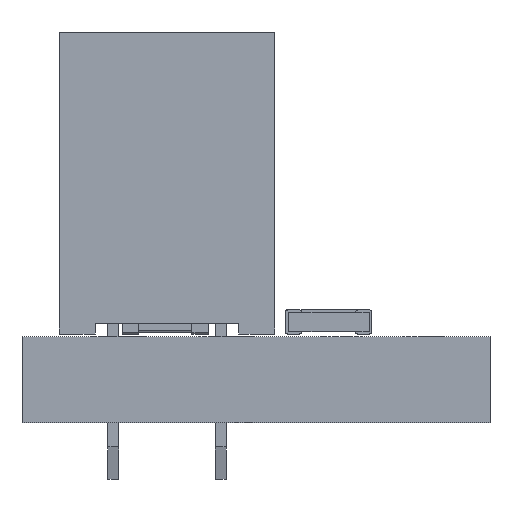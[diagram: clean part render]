
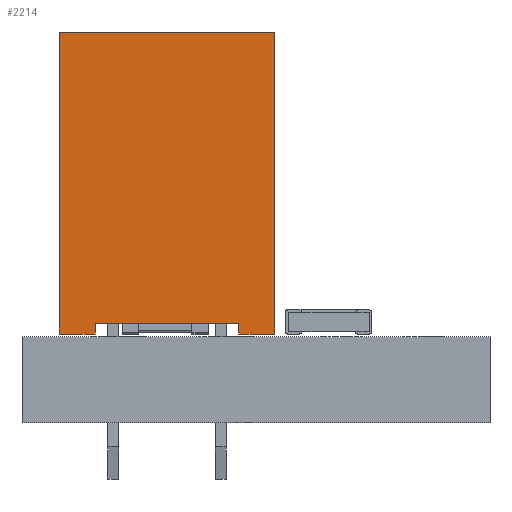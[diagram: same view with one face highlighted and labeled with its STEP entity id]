
A CAD part, front view. The second image highlights one B-rep face of the part: STEP entity #2214.
In plain terms, the highlighted planar face has unit normal (0, -1, 0).
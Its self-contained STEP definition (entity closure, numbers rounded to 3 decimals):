
#2098 = EDGE_CURVE('',#2099,#2101,#2103,.T.);
#2099 = VERTEX_POINT('',#2100);
#2100 = CARTESIAN_POINT('',(1.,-7.,0.));
#2101 = VERTEX_POINT('',#2102);
#2102 = CARTESIAN_POINT('',(1.,-7.,5.6));
#2103 = SURFACE_CURVE('',#2104,(#2108,#2120),.PCURVE_S1.);
#2104 = LINE('',#2105,#2106);
#2105 = CARTESIAN_POINT('',(1.,-7.,0.));
#2106 = VECTOR('',#2107,1.);
#2107 = DIRECTION('',(0.,0.,1.));
#2108 = PCURVE('',#2109,#2114);
#2109 = PLANE('',#2110);
#2110 = AXIS2_PLACEMENT_3D('',#2111,#2112,#2113);
#2111 = CARTESIAN_POINT('',(1.,-7.,0.));
#2112 = DIRECTION('',(-1.,0.,0.));
#2113 = DIRECTION('',(0.,1.,0.));
#2114 = DEFINITIONAL_REPRESENTATION('',(#2115),#2119);
#2115 = LINE('',#2116,#2117);
#2116 = CARTESIAN_POINT('',(0.,0.));
#2117 = VECTOR('',#2118,1.);
#2118 = DIRECTION('',(0.,-1.));
#2119 = ( GEOMETRIC_REPRESENTATION_CONTEXT(2) 
PARAMETRIC_REPRESENTATION_CONTEXT() REPRESENTATION_CONTEXT('2D SPACE',''
  ) );
#2120 = PCURVE('',#2121,#2126);
#2121 = PLANE('',#2122);
#2122 = AXIS2_PLACEMENT_3D('',#2123,#2124,#2125);
#2123 = CARTESIAN_POINT('',(-3.,-7.,0.));
#2124 = DIRECTION('',(0.,1.,0.));
#2125 = DIRECTION('',(1.,0.,0.));
#2126 = DEFINITIONAL_REPRESENTATION('',(#2127),#2131);
#2127 = LINE('',#2128,#2129);
#2128 = CARTESIAN_POINT('',(4.,0.));
#2129 = VECTOR('',#2130,1.);
#2130 = DIRECTION('',(0.,-1.));
#2131 = ( GEOMETRIC_REPRESENTATION_CONTEXT(2) 
PARAMETRIC_REPRESENTATION_CONTEXT() REPRESENTATION_CONTEXT('2D SPACE',''
  ) );
#2149 = PLANE('',#2150);
#2150 = AXIS2_PLACEMENT_3D('',#2151,#2152,#2153);
#2151 = CARTESIAN_POINT('',(1.,-7.,5.6));
#2152 = DIRECTION('',(0.,0.,-1.));
#2153 = DIRECTION('',(0.,-1.,0.));
#2203 = PLANE('',#2204);
#2204 = AXIS2_PLACEMENT_3D('',#2205,#2206,#2207);
#2205 = CARTESIAN_POINT('',(1.,-7.,0.));
#2206 = DIRECTION('',(0.,0.,-1.));
#2207 = DIRECTION('',(0.,-1.,0.));
#2214 = ADVANCED_FACE('',(#2215),#2121,.F.);
#2215 = FACE_BOUND('',#2216,.F.);
#2216 = EDGE_LOOP('',(#2217,#2247,#2275,#2296,#2297,#2320,#2348,#2376));
#2217 = ORIENTED_EDGE('',*,*,#2218,.F.);
#2218 = EDGE_CURVE('',#2219,#2221,#2223,.T.);
#2219 = VERTEX_POINT('',#2220);
#2220 = CARTESIAN_POINT('',(-3.,-7.,0.));
#2221 = VERTEX_POINT('',#2222);
#2222 = CARTESIAN_POINT('',(-2.333,-7.,0.));
#2223 = SURFACE_CURVE('',#2224,(#2228,#2235),.PCURVE_S1.);
#2224 = LINE('',#2225,#2226);
#2225 = CARTESIAN_POINT('',(-3.,-7.,0.));
#2226 = VECTOR('',#2227,1.);
#2227 = DIRECTION('',(1.,0.,0.));
#2228 = PCURVE('',#2121,#2229);
#2229 = DEFINITIONAL_REPRESENTATION('',(#2230),#2234);
#2230 = LINE('',#2231,#2232);
#2231 = CARTESIAN_POINT('',(0.,0.));
#2232 = VECTOR('',#2233,1.);
#2233 = DIRECTION('',(1.,0.));
#2234 = ( GEOMETRIC_REPRESENTATION_CONTEXT(2) 
PARAMETRIC_REPRESENTATION_CONTEXT() REPRESENTATION_CONTEXT('2D SPACE',''
  ) );
#2235 = PCURVE('',#2236,#2241);
#2236 = PLANE('',#2237);
#2237 = AXIS2_PLACEMENT_3D('',#2238,#2239,#2240);
#2238 = CARTESIAN_POINT('',(1.,-7.,0.));
#2239 = DIRECTION('',(0.,0.,-1.));
#2240 = DIRECTION('',(0.,-1.,0.));
#2241 = DEFINITIONAL_REPRESENTATION('',(#2242),#2246);
#2242 = LINE('',#2243,#2244);
#2243 = CARTESIAN_POINT('',(0.,4.));
#2244 = VECTOR('',#2245,1.);
#2245 = DIRECTION('',(0.,-1.));
#2246 = ( GEOMETRIC_REPRESENTATION_CONTEXT(2) 
PARAMETRIC_REPRESENTATION_CONTEXT() REPRESENTATION_CONTEXT('2D SPACE',''
  ) );
#2247 = ORIENTED_EDGE('',*,*,#2248,.T.);
#2248 = EDGE_CURVE('',#2219,#2249,#2251,.T.);
#2249 = VERTEX_POINT('',#2250);
#2250 = CARTESIAN_POINT('',(-3.,-7.,5.6));
#2251 = SURFACE_CURVE('',#2252,(#2256,#2263),.PCURVE_S1.);
#2252 = LINE('',#2253,#2254);
#2253 = CARTESIAN_POINT('',(-3.,-7.,0.));
#2254 = VECTOR('',#2255,1.);
#2255 = DIRECTION('',(0.,0.,1.));
#2256 = PCURVE('',#2121,#2257);
#2257 = DEFINITIONAL_REPRESENTATION('',(#2258),#2262);
#2258 = LINE('',#2259,#2260);
#2259 = CARTESIAN_POINT('',(0.,0.));
#2260 = VECTOR('',#2261,1.);
#2261 = DIRECTION('',(0.,-1.));
#2262 = ( GEOMETRIC_REPRESENTATION_CONTEXT(2) 
PARAMETRIC_REPRESENTATION_CONTEXT() REPRESENTATION_CONTEXT('2D SPACE',''
  ) );
#2263 = PCURVE('',#2264,#2269);
#2264 = PLANE('',#2265);
#2265 = AXIS2_PLACEMENT_3D('',#2266,#2267,#2268);
#2266 = CARTESIAN_POINT('',(-3.,1.,0.));
#2267 = DIRECTION('',(1.,0.,0.));
#2268 = DIRECTION('',(0.,-1.,0.));
#2269 = DEFINITIONAL_REPRESENTATION('',(#2270),#2274);
#2270 = LINE('',#2271,#2272);
#2271 = CARTESIAN_POINT('',(8.,0.));
#2272 = VECTOR('',#2273,1.);
#2273 = DIRECTION('',(0.,-1.));
#2274 = ( GEOMETRIC_REPRESENTATION_CONTEXT(2) 
PARAMETRIC_REPRESENTATION_CONTEXT() REPRESENTATION_CONTEXT('2D SPACE',''
  ) );
#2275 = ORIENTED_EDGE('',*,*,#2276,.T.);
#2276 = EDGE_CURVE('',#2249,#2101,#2277,.T.);
#2277 = SURFACE_CURVE('',#2278,(#2282,#2289),.PCURVE_S1.);
#2278 = LINE('',#2279,#2280);
#2279 = CARTESIAN_POINT('',(-3.,-7.,5.6));
#2280 = VECTOR('',#2281,1.);
#2281 = DIRECTION('',(1.,0.,0.));
#2282 = PCURVE('',#2121,#2283);
#2283 = DEFINITIONAL_REPRESENTATION('',(#2284),#2288);
#2284 = LINE('',#2285,#2286);
#2285 = CARTESIAN_POINT('',(0.,-5.6));
#2286 = VECTOR('',#2287,1.);
#2287 = DIRECTION('',(1.,0.));
#2288 = ( GEOMETRIC_REPRESENTATION_CONTEXT(2) 
PARAMETRIC_REPRESENTATION_CONTEXT() REPRESENTATION_CONTEXT('2D SPACE',''
  ) );
#2289 = PCURVE('',#2149,#2290);
#2290 = DEFINITIONAL_REPRESENTATION('',(#2291),#2295);
#2291 = LINE('',#2292,#2293);
#2292 = CARTESIAN_POINT('',(0.,4.));
#2293 = VECTOR('',#2294,1.);
#2294 = DIRECTION('',(0.,-1.));
#2295 = ( GEOMETRIC_REPRESENTATION_CONTEXT(2) 
PARAMETRIC_REPRESENTATION_CONTEXT() REPRESENTATION_CONTEXT('2D SPACE',''
  ) );
#2296 = ORIENTED_EDGE('',*,*,#2098,.F.);
#2297 = ORIENTED_EDGE('',*,*,#2298,.F.);
#2298 = EDGE_CURVE('',#2299,#2099,#2301,.T.);
#2299 = VERTEX_POINT('',#2300);
#2300 = CARTESIAN_POINT('',(0.333,-7.,0.));
#2301 = SURFACE_CURVE('',#2302,(#2306,#2313),.PCURVE_S1.);
#2302 = LINE('',#2303,#2304);
#2303 = CARTESIAN_POINT('',(-3.,-7.,0.));
#2304 = VECTOR('',#2305,1.);
#2305 = DIRECTION('',(1.,0.,0.));
#2306 = PCURVE('',#2121,#2307);
#2307 = DEFINITIONAL_REPRESENTATION('',(#2308),#2312);
#2308 = LINE('',#2309,#2310);
#2309 = CARTESIAN_POINT('',(0.,0.));
#2310 = VECTOR('',#2311,1.);
#2311 = DIRECTION('',(1.,0.));
#2312 = ( GEOMETRIC_REPRESENTATION_CONTEXT(2) 
PARAMETRIC_REPRESENTATION_CONTEXT() REPRESENTATION_CONTEXT('2D SPACE',''
  ) );
#2313 = PCURVE('',#2203,#2314);
#2314 = DEFINITIONAL_REPRESENTATION('',(#2315),#2319);
#2315 = LINE('',#2316,#2317);
#2316 = CARTESIAN_POINT('',(0.,4.));
#2317 = VECTOR('',#2318,1.);
#2318 = DIRECTION('',(0.,-1.));
#2319 = ( GEOMETRIC_REPRESENTATION_CONTEXT(2) 
PARAMETRIC_REPRESENTATION_CONTEXT() REPRESENTATION_CONTEXT('2D SPACE',''
  ) );
#2320 = ORIENTED_EDGE('',*,*,#2321,.T.);
#2321 = EDGE_CURVE('',#2299,#2322,#2324,.T.);
#2322 = VERTEX_POINT('',#2323);
#2323 = CARTESIAN_POINT('',(0.333,-7.,0.2));
#2324 = SURFACE_CURVE('',#2325,(#2329,#2336),.PCURVE_S1.);
#2325 = LINE('',#2326,#2327);
#2326 = CARTESIAN_POINT('',(0.333,-7.,0.));
#2327 = VECTOR('',#2328,1.);
#2328 = DIRECTION('',(0.,0.,1.));
#2329 = PCURVE('',#2121,#2330);
#2330 = DEFINITIONAL_REPRESENTATION('',(#2331),#2335);
#2331 = LINE('',#2332,#2333);
#2332 = CARTESIAN_POINT('',(3.333,0.));
#2333 = VECTOR('',#2334,1.);
#2334 = DIRECTION('',(0.,-1.));
#2335 = ( GEOMETRIC_REPRESENTATION_CONTEXT(2) 
PARAMETRIC_REPRESENTATION_CONTEXT() REPRESENTATION_CONTEXT('2D SPACE',''
  ) );
#2336 = PCURVE('',#2337,#2342);
#2337 = PLANE('',#2338);
#2338 = AXIS2_PLACEMENT_3D('',#2339,#2340,#2341);
#2339 = CARTESIAN_POINT('',(0.333,-7.,0.));
#2340 = DIRECTION('',(-1.,0.,0.));
#2341 = DIRECTION('',(0.,1.,0.));
#2342 = DEFINITIONAL_REPRESENTATION('',(#2343),#2347);
#2343 = LINE('',#2344,#2345);
#2344 = CARTESIAN_POINT('',(0.,0.));
#2345 = VECTOR('',#2346,1.);
#2346 = DIRECTION('',(0.,-1.));
#2347 = ( GEOMETRIC_REPRESENTATION_CONTEXT(2) 
PARAMETRIC_REPRESENTATION_CONTEXT() REPRESENTATION_CONTEXT('2D SPACE',''
  ) );
#2348 = ORIENTED_EDGE('',*,*,#2349,.F.);
#2349 = EDGE_CURVE('',#2350,#2322,#2352,.T.);
#2350 = VERTEX_POINT('',#2351);
#2351 = CARTESIAN_POINT('',(-2.333,-7.,0.2));
#2352 = SURFACE_CURVE('',#2353,(#2357,#2364),.PCURVE_S1.);
#2353 = LINE('',#2354,#2355);
#2354 = CARTESIAN_POINT('',(-2.333,-7.,0.2));
#2355 = VECTOR('',#2356,1.);
#2356 = DIRECTION('',(1.,0.,0.));
#2357 = PCURVE('',#2121,#2358);
#2358 = DEFINITIONAL_REPRESENTATION('',(#2359),#2363);
#2359 = LINE('',#2360,#2361);
#2360 = CARTESIAN_POINT('',(0.667,-0.2));
#2361 = VECTOR('',#2362,1.);
#2362 = DIRECTION('',(1.,0.));
#2363 = ( GEOMETRIC_REPRESENTATION_CONTEXT(2) 
PARAMETRIC_REPRESENTATION_CONTEXT() REPRESENTATION_CONTEXT('2D SPACE',''
  ) );
#2364 = PCURVE('',#2365,#2370);
#2365 = PLANE('',#2366);
#2366 = AXIS2_PLACEMENT_3D('',#2367,#2368,#2369);
#2367 = CARTESIAN_POINT('',(0.333,-7.,0.2));
#2368 = DIRECTION('',(0.,0.,-1.));
#2369 = DIRECTION('',(0.,-1.,0.));
#2370 = DEFINITIONAL_REPRESENTATION('',(#2371),#2375);
#2371 = LINE('',#2372,#2373);
#2372 = CARTESIAN_POINT('',(0.,2.667));
#2373 = VECTOR('',#2374,1.);
#2374 = DIRECTION('',(0.,-1.));
#2375 = ( GEOMETRIC_REPRESENTATION_CONTEXT(2) 
PARAMETRIC_REPRESENTATION_CONTEXT() REPRESENTATION_CONTEXT('2D SPACE',''
  ) );
#2376 = ORIENTED_EDGE('',*,*,#2377,.F.);
#2377 = EDGE_CURVE('',#2221,#2350,#2378,.T.);
#2378 = SURFACE_CURVE('',#2379,(#2383,#2390),.PCURVE_S1.);
#2379 = LINE('',#2380,#2381);
#2380 = CARTESIAN_POINT('',(-2.333,-7.,0.));
#2381 = VECTOR('',#2382,1.);
#2382 = DIRECTION('',(0.,0.,1.));
#2383 = PCURVE('',#2121,#2384);
#2384 = DEFINITIONAL_REPRESENTATION('',(#2385),#2389);
#2385 = LINE('',#2386,#2387);
#2386 = CARTESIAN_POINT('',(0.667,0.));
#2387 = VECTOR('',#2388,1.);
#2388 = DIRECTION('',(0.,-1.));
#2389 = ( GEOMETRIC_REPRESENTATION_CONTEXT(2) 
PARAMETRIC_REPRESENTATION_CONTEXT() REPRESENTATION_CONTEXT('2D SPACE',''
  ) );
#2390 = PCURVE('',#2391,#2396);
#2391 = PLANE('',#2392);
#2392 = AXIS2_PLACEMENT_3D('',#2393,#2394,#2395);
#2393 = CARTESIAN_POINT('',(-2.333,1.,0.));
#2394 = DIRECTION('',(1.,0.,0.));
#2395 = DIRECTION('',(0.,-1.,0.));
#2396 = DEFINITIONAL_REPRESENTATION('',(#2397),#2401);
#2397 = LINE('',#2398,#2399);
#2398 = CARTESIAN_POINT('',(8.,0.));
#2399 = VECTOR('',#2400,1.);
#2400 = DIRECTION('',(0.,-1.));
#2401 = ( GEOMETRIC_REPRESENTATION_CONTEXT(2) 
PARAMETRIC_REPRESENTATION_CONTEXT() REPRESENTATION_CONTEXT('2D SPACE',''
  ) );
